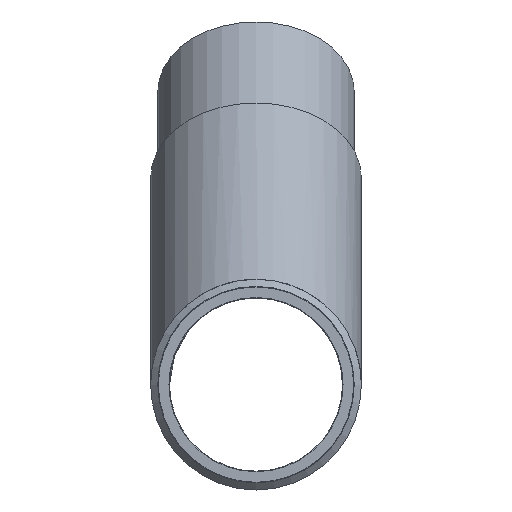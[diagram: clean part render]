
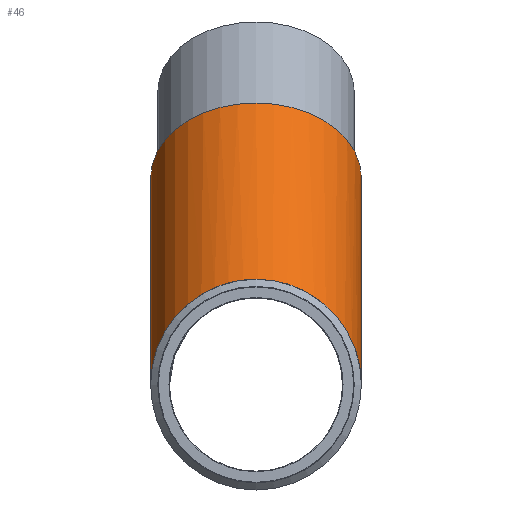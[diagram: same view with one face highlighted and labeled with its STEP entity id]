
A CAD part, left-side view. The second image highlights one B-rep face of the part: STEP entity #46.
In plain terms, the highlighted cylindrical face has radius 96.567 mm (diameter 193.133 mm), a full revolution.
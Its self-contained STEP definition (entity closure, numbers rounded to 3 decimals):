
#46 = ADVANCED_FACE( '', ( #103, #104 ), #105, .T. );
#103 = FACE_OUTER_BOUND( '', #184, .T. );
#104 = FACE_OUTER_BOUND( '', #185, .T. );
#105 = CYLINDRICAL_SURFACE( '', #186, 96.567 );
#184 = EDGE_LOOP( '', ( #263 ) );
#185 = EDGE_LOOP( '', ( #264, #265 ) );
#186 = AXIS2_PLACEMENT_3D( '', #266, #267, #268 );
#263 = ORIENTED_EDGE( '', *, *, #370, .F. );
#264 = ORIENTED_EDGE( '', *, *, #371, .T. );
#265 = ORIENTED_EDGE( '', *, *, #372, .T. );
#266 = CARTESIAN_POINT( '', ( 447.701, 0., 268.701 ) );
#267 = DIRECTION( '', ( -0.707, 0., -0.707 ) );
#268 = DIRECTION( '', ( 0.707, 0., -0.707 ) );
#370 = EDGE_CURVE( '', #412, #412, #413, .T. );
#371 = EDGE_CURVE( '', #414, #415, #416, .F. );
#372 = EDGE_CURVE( '', #415, #414, #417, .T. );
#412 = VERTEX_POINT( '', #472 );
#413 = CIRCLE( '', #473, 96.567 );
#414 = VERTEX_POINT( '', #474 );
#415 = VERTEX_POINT( '', #475 );
#416 = ELLIPSE( '', #476, 252.34, 96.567 );
#417 = ELLIPSE( '', #477, 104.523, 96.567 );
#472 = CARTESIAN_POINT( '', ( 437.094, 0., 121.528 ) );
#473 = AXIS2_PLACEMENT_3D( '', #532, #533, #534 );
#474 = CARTESIAN_POINT( '', ( 179., -96.567, 0. ) );
#475 = CARTESIAN_POINT( '', ( 179., 96.567, 0. ) );
#476 = AXIS2_PLACEMENT_3D( '', #535, #536, #537 );
#477 = AXIS2_PLACEMENT_3D( '', #538, #539, #540 );
#532 = CARTESIAN_POINT( '', ( 368.811, 0., 189.811 ) );
#533 = DIRECTION( '', ( 0.707, 0., 0.707 ) );
#534 = DIRECTION( '', ( 0.707, 0., -0.707 ) );
#535 = CARTESIAN_POINT( '', ( 179., 0., 0. ) );
#536 = DIRECTION( '', ( 0.383, 0., -0.924 ) );
#537 = DIRECTION( '', ( 0.924, 0., 0.383 ) );
#538 = CARTESIAN_POINT( '', ( 179., 0., 0. ) );
#539 = DIRECTION( '', ( 0.924, 0., 0.383 ) );
#540 = DIRECTION( '', ( 0.383, 0., -0.924 ) );
